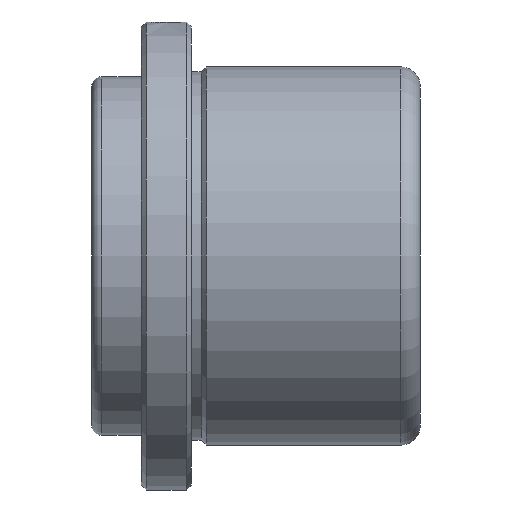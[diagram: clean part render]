
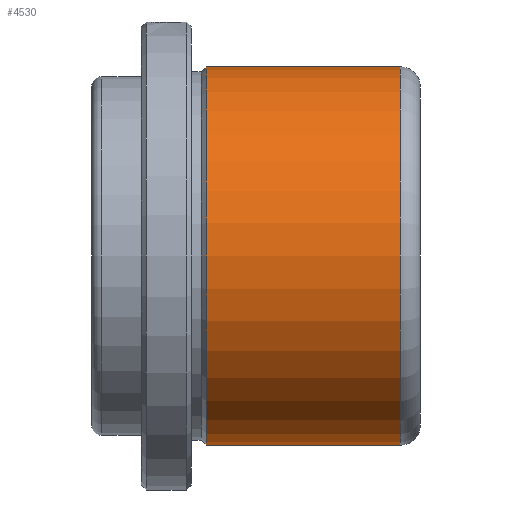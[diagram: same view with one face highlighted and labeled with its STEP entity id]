
A CAD part, left-side view. The second image highlights one B-rep face of the part: STEP entity #4530.
In plain terms, the highlighted cylindrical face has radius 19 mm (diameter 38 mm), a partial arc.
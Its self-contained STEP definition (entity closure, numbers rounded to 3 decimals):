
#276 = AXIS2_PLACEMENT_3D ( 'NONE', #2450, #4578, #2415 ) ;
#349 = CIRCLE ( 'NONE', #276, 19. ) ;
#398 = VERTEX_POINT ( 'NONE', #3878 ) ;
#424 = LINE ( 'NONE', #1493, #5288 ) ;
#533 = ORIENTED_EDGE ( 'NONE', *, *, #3243, .F. ) ;
#627 = DIRECTION ( 'NONE',  ( 0., 0., 1. ) ) ;
#934 = VERTEX_POINT ( 'NONE', #3990 ) ;
#1010 = DIRECTION ( 'NONE',  ( 0., 1., 0. ) ) ;
#1038 = DIRECTION ( 'NONE',  ( 0., 1., 0. ) ) ;
#1493 = CARTESIAN_POINT ( 'NONE',  ( 0., 0., 19. ) ) ;
#1533 = ORIENTED_EDGE ( 'NONE', *, *, #4435, .T. ) ;
#1768 = DIRECTION ( 'NONE',  ( 0., 1., 0. ) ) ;
#1873 = AXIS2_PLACEMENT_3D ( 'NONE', #2004, #1038, #627 ) ;
#1915 = ORIENTED_EDGE ( 'NONE', *, *, #3283, .T. ) ;
#2004 = CARTESIAN_POINT ( 'NONE',  ( 0., 0., 0. ) ) ;
#2112 = EDGE_CURVE ( 'NONE', #398, #934, #3171, .T. ) ;
#2348 = DIRECTION ( 'NONE',  ( 0., 0., 1. ) ) ;
#2415 = DIRECTION ( 'NONE',  ( 0., 0., 1. ) ) ;
#2450 = CARTESIAN_POINT ( 'NONE',  ( 0., -12.248, 0. ) ) ;
#2580 = VERTEX_POINT ( 'NONE', #3482 ) ;
#2786 = ORIENTED_EDGE ( 'NONE', *, *, #2112, .F. ) ;
#3086 = CARTESIAN_POINT ( 'NONE',  ( 0., 7.252, 19. ) ) ;
#3106 = CARTESIAN_POINT ( 'NONE',  ( 0., 0., -19. ) ) ;
#3171 = LINE ( 'NONE', #3106, #4952 ) ;
#3243 = EDGE_CURVE ( 'NONE', #934, #3828, #3592, .T. ) ;
#3283 = EDGE_CURVE ( 'NONE', #2580, #3828, #424, .T. ) ;
#3482 = CARTESIAN_POINT ( 'NONE',  ( 0., -12.248, 19. ) ) ;
#3592 = CIRCLE ( 'NONE', #5041, 19. ) ;
#3828 = VERTEX_POINT ( 'NONE', #3086 ) ;
#3878 = CARTESIAN_POINT ( 'NONE',  ( 0., -12.248, -19. ) ) ;
#3990 = CARTESIAN_POINT ( 'NONE',  ( 0., 7.252, -19. ) ) ;
#4125 = FACE_OUTER_BOUND ( 'NONE', #4768, .T. ) ;
#4344 = CYLINDRICAL_SURFACE ( 'NONE', #1873, 19. ) ;
#4435 = EDGE_CURVE ( 'NONE', #398, #2580, #349, .T. ) ;
#4530 = ADVANCED_FACE ( 'NONE', ( #4125 ), #4344, .T. ) ;
#4578 = DIRECTION ( 'NONE',  ( 0., 1., 0. ) ) ;
#4768 = EDGE_LOOP ( 'NONE', ( #2786, #1533, #1915, #533 ) ) ;
#4952 = VECTOR ( 'NONE', #1768, 1000. ) ;
#4985 = CARTESIAN_POINT ( 'NONE',  ( 0., 7.252, 0. ) ) ;
#5041 = AXIS2_PLACEMENT_3D ( 'NONE', #4985, #1010, #2348 ) ;
#5288 = VECTOR ( 'NONE', #5395, 1000. ) ;
#5395 = DIRECTION ( 'NONE',  ( 0., 1., 0. ) ) ;
